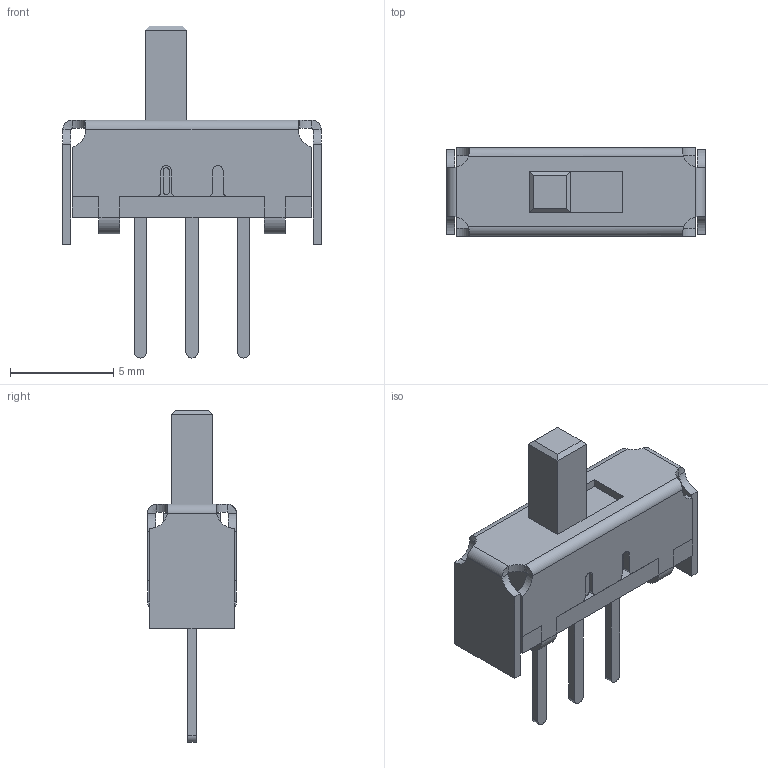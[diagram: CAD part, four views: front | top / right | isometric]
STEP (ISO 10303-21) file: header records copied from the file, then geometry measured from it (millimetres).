
FILE_DESCRIPTION(/* description */ ('','CAx-IF Rec.Pracs.---Representation and Presentation of Product Manufacturing Information (PMI)---4.0---2014-10-13'),/* implementation_level */ '2;1');
FILE_NAME(/* name */ 'SLW-116641-3A-RA-S-D.step',/* time_stamp */ '2025-02-08T23:33:51-05:00',/* author */ (''),/* organization */ (''),/* preprocessor_version */ 'ST-DEVELOPER v20',/* originating_system */ 'Autodesk Translation Framework v13.20.0.188',/* authorisation */ '');
FILE_SCHEMA (('AP242_MANAGED_MODEL_BASED_3D_ENGINEERING_MIM_LF { 1 0 10303 442 1 1 4 }'));
Length unit declared in the file: millimetre
Products named in the file (1): SLW-116641-3A-RA-S-D (SLIDE SWITCH)
Bounding box: 12.5 x 4.29 x 16.05 mm (x, y, z)
Volume: 201.8 mm3; surface area: 688.7 mm2
Topology: 6 solids, 6 shells, 191 faces, 472 edges, 296 vertices
Faces by surface type: plane 136, cylinder 47, bspline 8
Entity records: 5742 total; most frequent: CARTESIAN_POINT 1162, ORIENTED_EDGE 944, DIRECTION 902, EDGE_CURVE 472, LINE 378, VECTOR 378, VERTEX_POINT 296, AXIS2_PLACEMENT_3D 262
